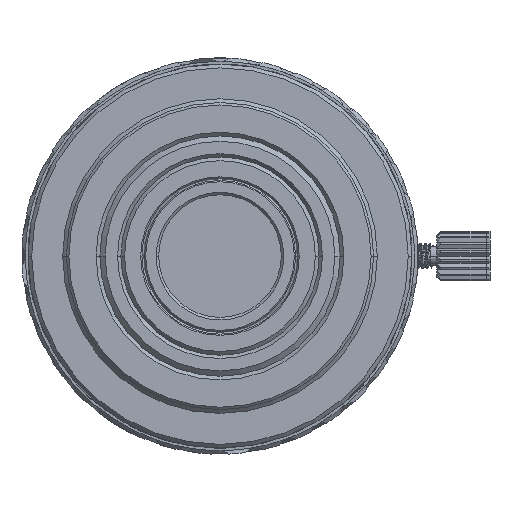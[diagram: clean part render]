
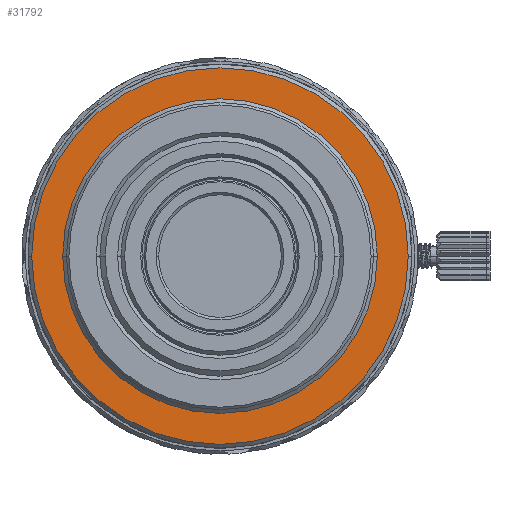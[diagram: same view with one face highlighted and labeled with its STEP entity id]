
A CAD part, front view. The second image highlights one B-rep face of the part: STEP entity #31792.
In plain terms, the highlighted planar face has unit normal (0, -1, 0).
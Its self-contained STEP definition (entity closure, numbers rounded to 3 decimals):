
#31748 = VERTEX_POINT('',#31749);
#31749 = CARTESIAN_POINT('',(15.2,5.,0.));
#31755 = EDGE_CURVE('',#31756,#31748,#31758,.T.);
#31756 = VERTEX_POINT('',#31757);
#31757 = CARTESIAN_POINT('',(-15.2,5.,0.));
#31758 = CIRCLE('',#31759,15.2);
#31759 = AXIS2_PLACEMENT_3D('',#31760,#31761,#31762);
#31760 = CARTESIAN_POINT('',(0.,5.,0.));
#31761 = DIRECTION('',(0.,-1.,0.));
#31762 = DIRECTION('',(-1.,0.,0.));
#31778 = EDGE_CURVE('',#31756,#31748,#31779,.T.);
#31779 = CIRCLE('',#31780,15.2);
#31780 = AXIS2_PLACEMENT_3D('',#31781,#31782,#31783);
#31781 = CARTESIAN_POINT('',(0.,5.,0.));
#31782 = DIRECTION('',(0.,1.,0.));
#31783 = DIRECTION('',(-1.,0.,0.));
#31792 = ADVANCED_FACE('',(#31793,#31797),#31817,.T.);
#31793 = FACE_BOUND('',#31794,.F.);
#31794 = EDGE_LOOP('',(#31795,#31796));
#31795 = ORIENTED_EDGE('',*,*,#31755,.F.);
#31796 = ORIENTED_EDGE('',*,*,#31778,.T.);
#31797 = FACE_BOUND('',#31798,.F.);
#31798 = EDGE_LOOP('',(#31799,#31810));
#31799 = ORIENTED_EDGE('',*,*,#31800,.F.);
#31800 = EDGE_CURVE('',#31801,#31803,#31805,.T.);
#31801 = VERTEX_POINT('',#31802);
#31802 = CARTESIAN_POINT('',(-12.2,5.,0.));
#31803 = VERTEX_POINT('',#31804);
#31804 = CARTESIAN_POINT('',(12.2,5.,0.));
#31805 = CIRCLE('',#31806,12.2);
#31806 = AXIS2_PLACEMENT_3D('',#31807,#31808,#31809);
#31807 = CARTESIAN_POINT('',(0.,5.,0.));
#31808 = DIRECTION('',(0.,1.,0.));
#31809 = DIRECTION('',(-1.,0.,0.));
#31810 = ORIENTED_EDGE('',*,*,#31811,.T.);
#31811 = EDGE_CURVE('',#31801,#31803,#31812,.T.);
#31812 = CIRCLE('',#31813,12.2);
#31813 = AXIS2_PLACEMENT_3D('',#31814,#31815,#31816);
#31814 = CARTESIAN_POINT('',(0.,5.,0.));
#31815 = DIRECTION('',(0.,-1.,0.));
#31816 = DIRECTION('',(-1.,0.,0.));
#31817 = PLANE('',#31818);
#31818 = AXIS2_PLACEMENT_3D('',#31819,#31820,#31821);
#31819 = CARTESIAN_POINT('',(0.,5.,0.));
#31820 = DIRECTION('',(0.,-1.,0.));
#31821 = DIRECTION('',(-1.,0.,0.));
